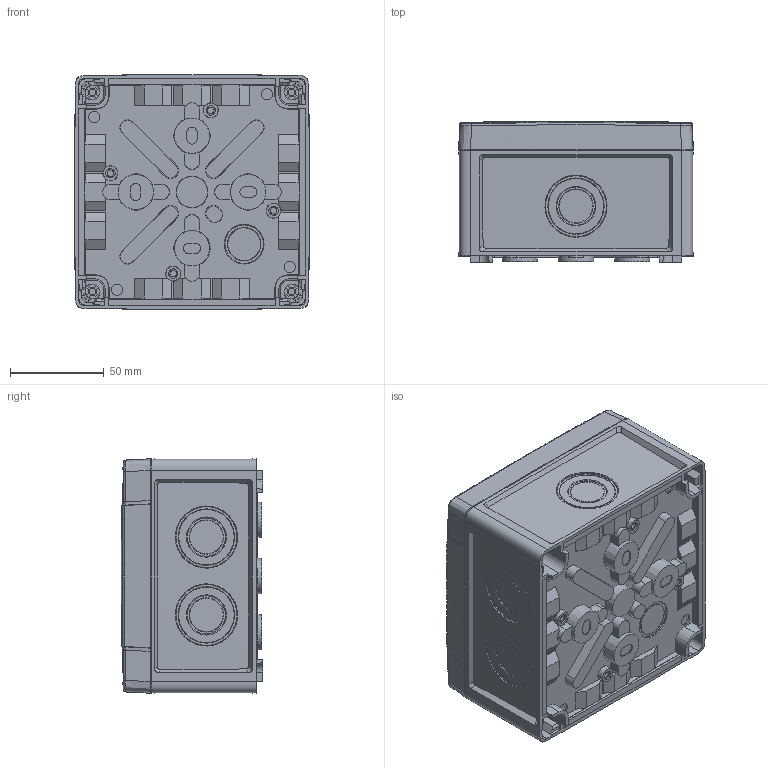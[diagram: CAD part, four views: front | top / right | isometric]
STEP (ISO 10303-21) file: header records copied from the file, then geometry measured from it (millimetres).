
FILE_DESCRIPTION(/* description */ ('STEP AP214'),/* implementation_level */ '2;1');
FILE_NAME(/* name */ '40640001',/* time_stamp */ '2024-12-06T18:51:30+01:00',/* author */ ('License CC BY-ND 4.0'),/* organization */ ('CADENAS'),/* preprocessor_version */ 'ST-DEVELOPER v19.3',/* originating_system */ 'PARTsolutions',/* authorisation */ ' ');
FILE_SCHEMA (('AUTOMOTIVE_DESIGN {1 0 10303 214 3 1 1}'));
Length unit declared in the file: millimetre
Products named in the file (12): 40640001; 40640001_PART1; 40640001_PART2; 40640001_PART3; 40640001_PART4; 40640001_PART5; 40640001_PART6; 40640001_PART7; 40640001_PART8; 40640001_PART9; 40640001_PART10; 40640001_PART11
Assembly tree (14 placements, depth 2):
  40640001
    40640001_PART1  x4
    40640001_PART2
    40640001_PART3
    40640001_PART4
    40640001_PART5
    40640001_PART6
    40640001_PART7
    40640001_PART8
    40640001_PART9
    40640001_PART10
    40640001_PART11
Bounding box: 125.2 x 75.3 x 124.97 mm (x, y, z)
Volume: 231295.2 mm3; surface area: 191032.1 mm2
Topology: 14 solids, 14 shells, 1933 faces, 5190 edges, 3375 vertices
Faces by surface type: plane 1092, cone 391, cylinder 226, bspline 127, torus 79, sphere 18
Full cylindrical faces by diameter (mm): 1 x4, 1.5 x2, 2.46 x4, 3.2 x4, 3.4 x4, 3.56 x4, 4 x8, 5 x4, 6 x8, 14 x4
Entity records: 67937 total; most frequent: CARTESIAN_POINT 25004, ORIENTED_EDGE 9056, DIRECTION 8526, EDGE_CURVE 4528, AXIS2_PLACEMENT_3D 3075, VERTEX_POINT 3000, LINE 2376, VECTOR 2376
